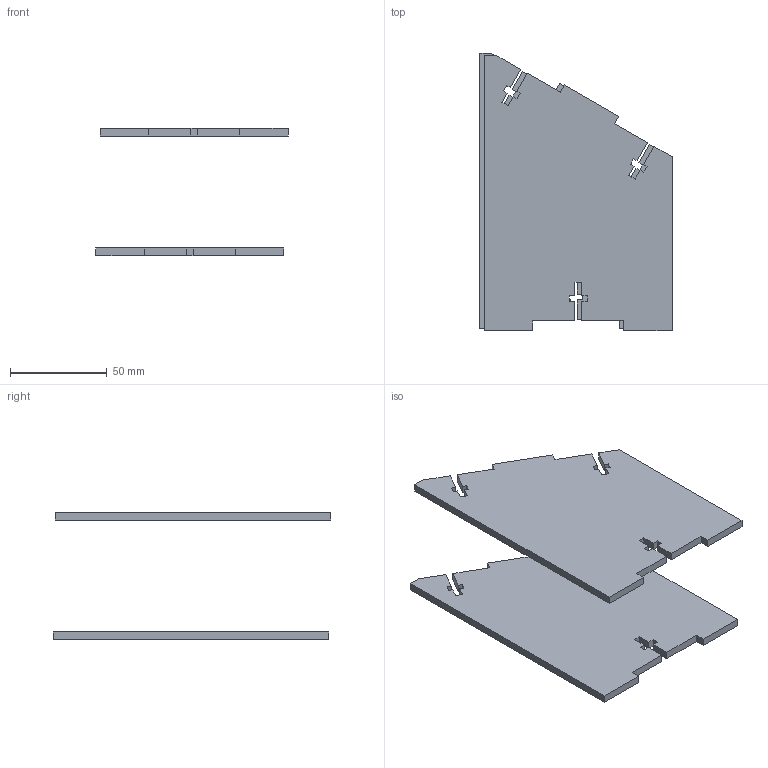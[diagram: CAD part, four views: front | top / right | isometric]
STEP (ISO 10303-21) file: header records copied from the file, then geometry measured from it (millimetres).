
FILE_DESCRIPTION(('CATIA V5 STEP Exchange'),'2;1');
FILE_NAME('Capacitive and inductive sensor support.stp','2019-12-29T12:23:20+00:00',('none'),('none'),'CATIA Version 5 Release 20 GA (IN-10)','CATIA V5 STEP AP203','none');
FILE_SCHEMA(('CONFIG_CONTROL_DESIGN'));
Length unit declared in the file: millimetre
Products named in the file (2): frame final (2); Ensamblaje3
Assembly tree (3 placements, depth 3):
  frame final (2)
    Ensamblaje3
      #66  x2
Bounding box: 99.56 x 143.69 x 66 mm (x, y, z)
Volume: 88844.2 mm3; surface area: 49280.8 mm2
Topology: 2 solids, 2 shells, 102 faces, 294 edges, 196 vertices
Faces by surface type: plane 102
Entity records: 1737 total; most frequent: CARTESIAN_POINT 302, ORIENTED_EDGE 294, DIRECTION 261, VECTOR 147, EDGE_CURVE 147, LINE 147, VERTEX_POINT 98, AXIS2_PLACEMENT_3D 57
